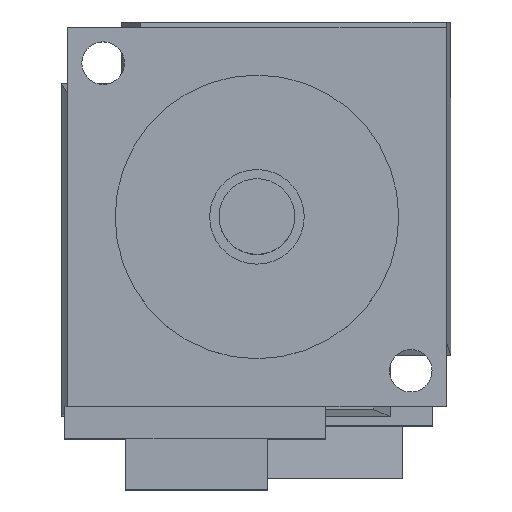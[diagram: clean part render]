
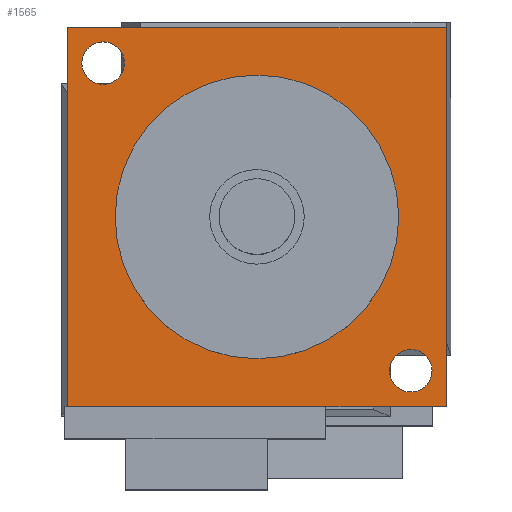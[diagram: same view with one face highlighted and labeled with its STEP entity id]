
A CAD part, top view. The second image highlights one B-rep face of the part: STEP entity #1565.
In plain terms, the highlighted planar face has unit normal (0, 0, 1).
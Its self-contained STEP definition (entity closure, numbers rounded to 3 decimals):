
#22=CARTESIAN_POINT('',(0.,0.,0.));
#23=DIRECTION('',(0.,0.,1.));
#24=DIRECTION('',(1.,0.,0.));
#25=AXIS2_PLACEMENT_3D('',#22,#23,#24);
#27=CARTESIAN_POINT('',(0.,0.,0.));
#28=DIRECTION('',(0.,0.,1.));
#29=DIRECTION('',(-1.,0.,0.));
#30=AXIS2_PLACEMENT_3D('',#27,#28,#29);
#32=CARTESIAN_POINT('',(-16.263,16.263,0.));
#33=DIRECTION('',(0.,0.,1.));
#34=DIRECTION('',(1.,0.,0.));
#35=AXIS2_PLACEMENT_3D('',#32,#33,#34);
#37=CARTESIAN_POINT('',(-16.263,16.263,0.));
#38=DIRECTION('',(0.,0.,1.));
#39=DIRECTION('',(-1.,0.,0.));
#40=AXIS2_PLACEMENT_3D('',#37,#38,#39);
#42=CARTESIAN_POINT('',(16.263,-16.263,0.));
#43=DIRECTION('',(0.,0.,1.));
#44=DIRECTION('',(-1.,0.,0.));
#45=AXIS2_PLACEMENT_3D('',#42,#43,#44);
#47=CARTESIAN_POINT('',(16.263,-16.263,0.));
#48=DIRECTION('',(0.,0.,1.));
#49=DIRECTION('',(1.,0.,0.));
#50=AXIS2_PLACEMENT_3D('',#47,#48,#49);
#56=DIRECTION('',(0.,-1.,0.));
#57=VECTOR('',#56,40.);
#58=CARTESIAN_POINT('',(-20.,20.,0.));
#59=LINE('',#58,#57);
#64=DIRECTION('',(1.,0.,0.));
#65=VECTOR('',#64,40.);
#66=CARTESIAN_POINT('',(-20.,-20.,0.));
#67=LINE('',#66,#65);
#240=DIRECTION('',(0.,1.,0.));
#241=VECTOR('',#240,40.);
#242=CARTESIAN_POINT('',(20.,-20.,0.));
#243=LINE('',#242,#241);
#731=DIRECTION('',(-1.,0.,0.));
#732=VECTOR('',#731,40.);
#733=CARTESIAN_POINT('',(20.,20.,0.));
#734=LINE('',#733,#732);
#1152=CARTESIAN_POINT('',(15.,0.,0.));
#1153=CARTESIAN_POINT('',(-15.,0.,0.));
#1154=VERTEX_POINT('',#1152);
#1155=VERTEX_POINT('',#1153);
#1156=CARTESIAN_POINT('',(-20.,20.,0.));
#1157=CARTESIAN_POINT('',(-20.,-20.,0.));
#1158=VERTEX_POINT('',#1156);
#1159=VERTEX_POINT('',#1157);
#1160=CARTESIAN_POINT('',(20.,20.,0.));
#1161=VERTEX_POINT('',#1160);
#1162=CARTESIAN_POINT('',(20.,-20.,0.));
#1163=VERTEX_POINT('',#1162);
#1164=CARTESIAN_POINT('',(-14.013,16.263,0.));
#1165=CARTESIAN_POINT('',(-18.513,16.263,0.));
#1166=VERTEX_POINT('',#1164);
#1167=VERTEX_POINT('',#1165);
#1168=CARTESIAN_POINT('',(14.013,-16.263,0.));
#1169=CARTESIAN_POINT('',(18.513,-16.263,0.));
#1170=VERTEX_POINT('',#1168);
#1171=VERTEX_POINT('',#1169);
#1533=CARTESIAN_POINT('',(0.,0.,0.));
#1534=DIRECTION('',(0.,0.,1.));
#1535=DIRECTION('',(1.,0.,0.));
#1536=AXIS2_PLACEMENT_3D('',#1533,#1534,#1535);
#1537=PLANE('',#1536);
#1539=ORIENTED_EDGE('',*,*,#1538,.F.);
#1541=ORIENTED_EDGE('',*,*,#1540,.F.);
#1543=ORIENTED_EDGE('',*,*,#1542,.F.);
#1545=ORIENTED_EDGE('',*,*,#1544,.F.);
#1546=EDGE_LOOP('',(#1539,#1541,#1543,#1545));
#1547=FACE_OUTER_BOUND('',#1546,.F.);
#1548=ORIENTED_EDGE('',*,*,#1523,.T.);
#1550=ORIENTED_EDGE('',*,*,#1549,.T.);
#1551=EDGE_LOOP('',(#1548,#1550));
#1552=FACE_BOUND('',#1551,.F.);
#1554=ORIENTED_EDGE('',*,*,#1553,.T.);
#1556=ORIENTED_EDGE('',*,*,#1555,.T.);
#1557=EDGE_LOOP('',(#1554,#1556));
#1558=FACE_BOUND('',#1557,.F.);
#1560=ORIENTED_EDGE('',*,*,#1559,.T.);
#1562=ORIENTED_EDGE('',*,*,#1561,.T.);
#1563=EDGE_LOOP('',(#1560,#1562));
#1564=FACE_BOUND('',#1563,.F.);
#1565=ADVANCED_FACE('',(#1547,#1552,#1558,#1564),#1537,.T.);
#26=CIRCLE('',#25,15.);
#31=CIRCLE('',#30,15.);
#36=CIRCLE('',#35,2.25);
#41=CIRCLE('',#40,2.25);
#46=CIRCLE('',#45,2.25);
#51=CIRCLE('',#50,2.25);
#1523=EDGE_CURVE('',#1154,#1155,#26,.T.);
#1538=EDGE_CURVE('',#1158,#1159,#59,.T.);
#1540=EDGE_CURVE('',#1161,#1158,#734,.T.);
#1542=EDGE_CURVE('',#1163,#1161,#243,.T.);
#1544=EDGE_CURVE('',#1159,#1163,#67,.T.);
#1549=EDGE_CURVE('',#1155,#1154,#31,.T.);
#1553=EDGE_CURVE('',#1166,#1167,#36,.T.);
#1555=EDGE_CURVE('',#1167,#1166,#41,.T.);
#1559=EDGE_CURVE('',#1170,#1171,#46,.T.);
#1561=EDGE_CURVE('',#1171,#1170,#51,.T.);
